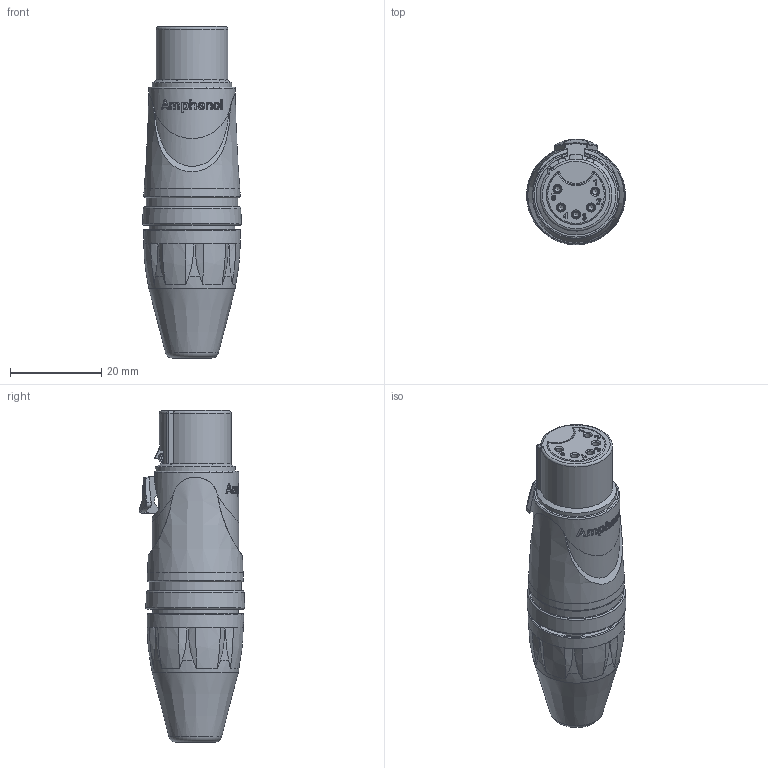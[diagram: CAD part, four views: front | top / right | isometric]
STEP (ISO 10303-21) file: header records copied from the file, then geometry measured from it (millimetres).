
FILE_DESCRIPTION(/* description */ (''),/* implementation_level */ '2;1');
FILE_NAME(/* name */ 'AX5F.stp',/* time_stamp */ '2017-11-24T10:05:22+11:00',/* author */ ('thien'),/* organization */ (''),/* preprocessor_version */ 'ST-DEVELOPER v16.13',/* originating_system */ 'Autodesk Inventor 2018',/* authorisation */ '');
FILE_SCHEMA (('AUTOMOTIVE_DESIGN { 1 0 10303 214 3 1 1 }'));
Products named in the file (1): AX5F_Shrinkwrap_1
Bounding box: 21.73 x 23.17 x 72.9 mm (x, y, z)
Volume: 13276.3 mm3; surface area: 15185.5 mm2
Topology: 1 solids, 6 shells, 1279 faces, 3700 edges, 2406 vertices
Faces by surface type: plane 560, cylinder 298, bspline 228, cone 150, torus 40, sphere 3
Full cylindrical faces by diameter (mm): 1.2 x5, 1.295 x5, 1.3 x1, 1.4 x5, 1.5 x5, 1.95 x5, 2 x5, 2.5 x5, 2.7 x5, 3 x6, 8.6 x2, 15.917 x9, 17.1 x1, 17.5 x1, 18.8 x1, 19 x2, 20.2 x1, 21.2 x1
Entity records: 61691 total; most frequent: CARTESIAN_POINT 29050, ORIENTED_EDGE 7092, DIRECTION 5864, EDGE_CURVE 3532, VERTEX_POINT 2344, AXIS2_PLACEMENT_3D 2131, LINE 1602, VECTOR 1602
